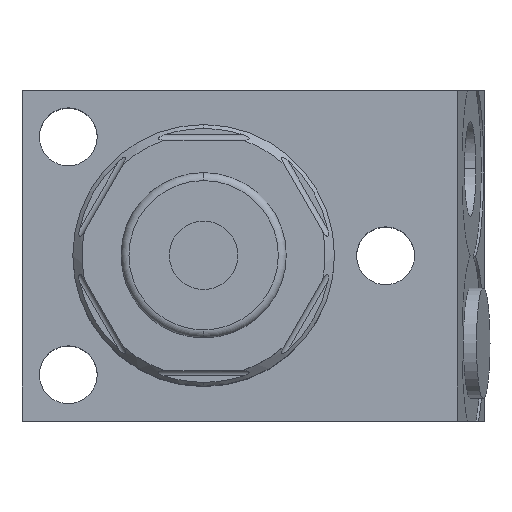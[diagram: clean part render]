
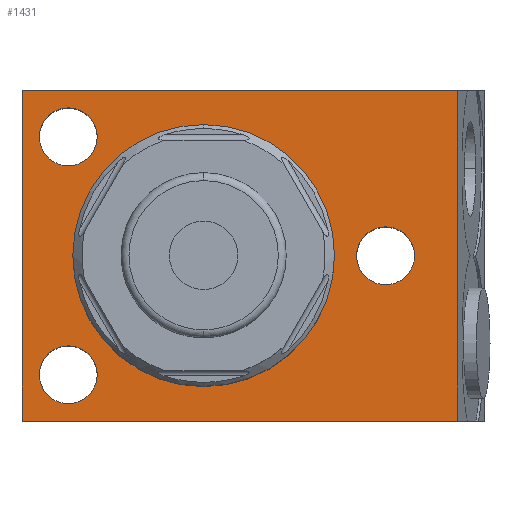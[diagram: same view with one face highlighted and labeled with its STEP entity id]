
A CAD part, top view. The second image highlights one B-rep face of the part: STEP entity #1431.
In plain terms, the highlighted planar face has unit normal (0, 0, 1).
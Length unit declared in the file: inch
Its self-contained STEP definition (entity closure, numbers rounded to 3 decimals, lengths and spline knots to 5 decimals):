
#172=DIRECTION('',(1.,0.,0.));
#173=VECTOR('',#172,1.64625);
#174=CARTESIAN_POINT('',(-0.687,-0.625,0.535));
#175=LINE('',#174,#173);
#254=DIRECTION('',(1.,0.,0.));
#255=VECTOR('',#254,1.64625);
#256=CARTESIAN_POINT('',(-0.687,0.625,0.535));
#257=LINE('',#256,#255);
#279=DIRECTION('',(0.,1.,0.));
#280=VECTOR('',#279,1.25);
#281=CARTESIAN_POINT('',(0.95925,-0.625,0.535));
#282=LINE('',#281,#280);
#288=DIRECTION('',(0.,1.,0.));
#289=VECTOR('',#288,1.25);
#290=CARTESIAN_POINT('',(-0.687,-0.625,0.535));
#291=LINE('',#290,#289);
#292=CARTESIAN_POINT('',(0.,0.,0.535));
#293=DIRECTION('',(0.,0.,1.));
#294=DIRECTION('',(1.,0.,0.));
#295=AXIS2_PLACEMENT_3D('',#292,#293,#294);
#297=CARTESIAN_POINT('',(0.,0.,0.535));
#298=DIRECTION('',(0.,0.,1.));
#299=DIRECTION('',(-1.,0.,0.));
#300=AXIS2_PLACEMENT_3D('',#297,#298,#299);
#302=CARTESIAN_POINT('',(-0.512,-0.45,0.535));
#303=DIRECTION('',(0.,0.,-1.));
#304=DIRECTION('',(-1.,0.,0.));
#305=AXIS2_PLACEMENT_3D('',#302,#303,#304);
#307=CARTESIAN_POINT('',(-0.512,-0.45,0.535));
#308=DIRECTION('',(0.,0.,-1.));
#309=DIRECTION('',(1.,0.,0.));
#310=AXIS2_PLACEMENT_3D('',#307,#308,#309);
#312=CARTESIAN_POINT('',(-0.512,0.45,0.535));
#313=DIRECTION('',(0.,0.,-1.));
#314=DIRECTION('',(-1.,0.,0.));
#315=AXIS2_PLACEMENT_3D('',#312,#313,#314);
#317=CARTESIAN_POINT('',(-0.512,0.45,0.535));
#318=DIRECTION('',(0.,0.,-1.));
#319=DIRECTION('',(1.,0.,0.));
#320=AXIS2_PLACEMENT_3D('',#317,#318,#319);
#322=CARTESIAN_POINT('',(0.688,0.,0.535));
#323=DIRECTION('',(0.,0.,-1.));
#324=DIRECTION('',(-1.,0.,0.));
#325=AXIS2_PLACEMENT_3D('',#322,#323,#324);
#327=CARTESIAN_POINT('',(0.688,0.,0.535));
#328=DIRECTION('',(0.,0.,-1.));
#329=DIRECTION('',(1.,0.,0.));
#330=AXIS2_PLACEMENT_3D('',#327,#328,#329);
#1114=CARTESIAN_POINT('',(-0.687,-0.625,0.535));
#1115=VERTEX_POINT('',#1114);
#1116=CARTESIAN_POINT('',(0.95925,-0.625,0.535));
#1117=VERTEX_POINT('',#1116);
#1122=CARTESIAN_POINT('',(-0.687,0.625,0.535));
#1123=VERTEX_POINT('',#1122);
#1124=CARTESIAN_POINT('',(0.95925,0.625,0.535));
#1125=VERTEX_POINT('',#1124);
#1126=CARTESIAN_POINT('',(0.495,0.,0.535));
#1127=CARTESIAN_POINT('',(-0.495,0.,0.535));
#1128=VERTEX_POINT('',#1126);
#1129=VERTEX_POINT('',#1127);
#1134=CARTESIAN_POINT('',(-0.6215,-0.45,0.535));
#1135=CARTESIAN_POINT('',(-0.4025,-0.45,0.535));
#1136=VERTEX_POINT('',#1134);
#1137=VERTEX_POINT('',#1135);
#1142=CARTESIAN_POINT('',(-0.6215,0.45,0.535));
#1143=CARTESIAN_POINT('',(-0.4025,0.45,0.535));
#1144=VERTEX_POINT('',#1142);
#1145=VERTEX_POINT('',#1143);
#1150=CARTESIAN_POINT('',(0.5785,0.,0.535));
#1151=CARTESIAN_POINT('',(0.7975,0.,0.535));
#1152=VERTEX_POINT('',#1150);
#1153=VERTEX_POINT('',#1151);
#1396=CARTESIAN_POINT('',(-0.687,-0.625,0.535));
#1397=DIRECTION('',(0.,0.,1.));
#1398=DIRECTION('',(1.,0.,0.));
#1399=AXIS2_PLACEMENT_3D('',#1396,#1397,#1398);
#1400=PLANE('',#1399);
#1401=ORIENTED_EDGE('',*,*,#1265,.F.);
#1403=ORIENTED_EDGE('',*,*,#1402,.T.);
#1404=ORIENTED_EDGE('',*,*,#1356,.T.);
#1405=ORIENTED_EDGE('',*,*,#1376,.F.);
#1406=EDGE_LOOP('',(#1401,#1403,#1404,#1405));
#1407=FACE_OUTER_BOUND('',#1406,.F.);
#1409=ORIENTED_EDGE('',*,*,#1408,.T.);
#1411=ORIENTED_EDGE('',*,*,#1410,.T.);
#1412=EDGE_LOOP('',(#1409,#1411));
#1413=FACE_BOUND('',#1412,.F.);
#1415=ORIENTED_EDGE('',*,*,#1414,.F.);
#1417=ORIENTED_EDGE('',*,*,#1416,.F.);
#1418=EDGE_LOOP('',(#1415,#1417));
#1419=FACE_BOUND('',#1418,.F.);
#1421=ORIENTED_EDGE('',*,*,#1420,.F.);
#1423=ORIENTED_EDGE('',*,*,#1422,.F.);
#1424=EDGE_LOOP('',(#1421,#1423));
#1425=FACE_BOUND('',#1424,.F.);
#1426=ORIENTED_EDGE('',*,*,#1211,.F.);
#1428=ORIENTED_EDGE('',*,*,#1427,.F.);
#1429=EDGE_LOOP('',(#1426,#1428));
#1430=FACE_BOUND('',#1429,.F.);
#1431=ADVANCED_FACE('',(#1407,#1413,#1419,#1425,#1430),#1400,.T.);
#296=CIRCLE('',#295,0.495);
#301=CIRCLE('',#300,0.495);
#306=CIRCLE('',#305,0.1095);
#311=CIRCLE('',#310,0.1095);
#316=CIRCLE('',#315,0.1095);
#321=CIRCLE('',#320,0.1095);
#326=CIRCLE('',#325,0.1095);
#331=CIRCLE('',#330,0.1095);
#1211=EDGE_CURVE('',#1152,#1153,#326,.T.);
#1265=EDGE_CURVE('',#1115,#1117,#175,.T.);
#1356=EDGE_CURVE('',#1123,#1125,#257,.T.);
#1376=EDGE_CURVE('',#1117,#1125,#282,.T.);
#1402=EDGE_CURVE('',#1115,#1123,#291,.T.);
#1408=EDGE_CURVE('',#1128,#1129,#296,.T.);
#1410=EDGE_CURVE('',#1129,#1128,#301,.T.);
#1414=EDGE_CURVE('',#1136,#1137,#306,.T.);
#1416=EDGE_CURVE('',#1137,#1136,#311,.T.);
#1420=EDGE_CURVE('',#1144,#1145,#316,.T.);
#1422=EDGE_CURVE('',#1145,#1144,#321,.T.);
#1427=EDGE_CURVE('',#1153,#1152,#331,.T.);
